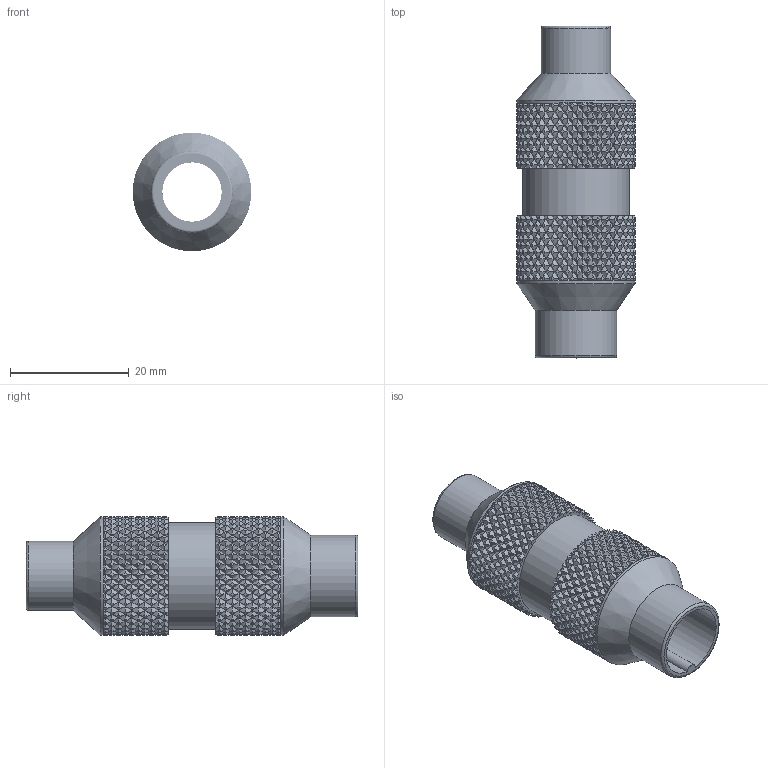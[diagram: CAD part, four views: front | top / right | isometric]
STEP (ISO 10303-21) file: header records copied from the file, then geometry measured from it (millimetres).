
FILE_DESCRIPTION(/* description */ (''),/* implementation_level */ '2;1');
FILE_NAME(/* name */ 'fh 0300 091nxc001-01.stp',/* time_stamp */ '2019-07-08T20:07:00+02:00',/* author */ (''),/* organization */ (''),/* preprocessor_version */ 'ST-DEVELOPER v16.7',/* originating_system */ 'SIEMENS PLM Software NX 12.0',/* authorisation */ '');
FILE_SCHEMA (('AUTOMOTIVE_DESIGN { 1 0 10303 214 3 1 1 1 }'));
Length unit declared in the file: millimetre
Products named in the file (1): fh 0300 091nxc001-01
Bounding box: 20 x 56 x 20 mm (x, y, z)
Volume: 8091.9 mm3; surface area: 5888 mm2
Topology: 1 solids, 1 shells, 2109 faces, 5805 edges, 3700 vertices
Faces by surface type: bspline 1224, cylinder 728, plane 153, torus 2, cone 2
Full cylindrical faces by diameter (mm): 10 x1, 11.9 x1, 13.8 x1, 18 x1, 20 x2
Entity records: 258135 total; most frequent: CARTESIAN_POINT 219619, ORIENTED_EDGE 11582, EDGE_CURVE 5791, B_SPLINE_CURVE_WITH_KNOTS 5618, VERTEX_POINT 3695, EDGE_LOOP 2122, ADVANCED_FACE 2109, DIRECTION 2108
